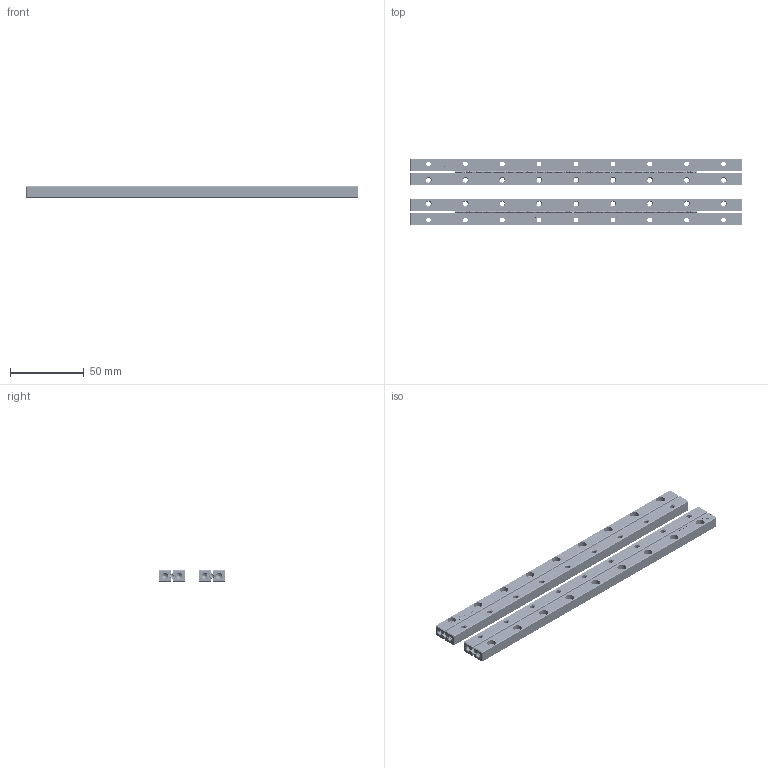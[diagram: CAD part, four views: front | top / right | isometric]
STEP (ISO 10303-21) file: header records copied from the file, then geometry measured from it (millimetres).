
FILE_DESCRIPTION(/* description */ (''),/* implementation_level */ '2;1');
FILE_NAME(/* name */ 'Set RSDE-3225x46KRE-ACC_stp.stp',/* time_stamp */ '2025-03-04T16:23:09+01:00',/* author */ (''),/* organization */ (''),/* preprocessor_version */ 'ST-DEVELOPER v16.7',/* originating_system */ 'SIEMENS PLM Software NX 12.0',/* authorisation */ '');
FILE_SCHEMA (('AUTOMOTIVE_DESIGN { 1 0 10303 214 3 1 1 1 }'));
Products named in the file (1): Set RSDE-3225x46KRE-ACC_stp
Bounding box: 225 x 45 x 8 mm (x, y, z)
Volume: 54821 mm3; surface area: 46765.3 mm2
Topology: 116 solids, 116 shells, 6864 faces, 19194 edges, 12634 vertices
Faces by surface type: plane 3432, cylinder 1988, torus 936, bspline 360, cone 76, extrusion 72
Full cylindrical faces by diameter (mm): 0.45 x400, 1 x8, 2 x92, 2.6 x8, 3 x92, 3.2 x44, 6 x36
Entity records: 232702 total; most frequent: CARTESIAN_POINT 50641, ORIENTED_EDGE 35744, DIRECTION 35250, EDGE_CURVE 17872, AXIS2_PLACEMENT_3D 12361, VERTEX_POINT 12256, VECTOR 10528, LINE 10456
